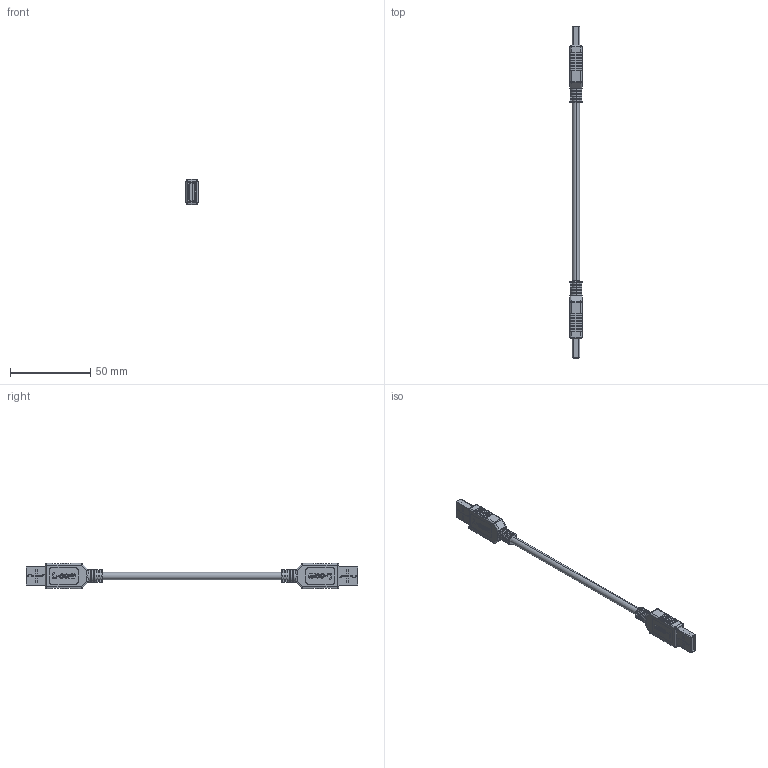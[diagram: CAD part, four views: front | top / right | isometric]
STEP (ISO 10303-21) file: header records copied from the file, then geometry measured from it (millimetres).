
FILE_DESCRIPTION (( 'STEP AP214' ), '1' );
FILE_NAME ('CSMUAA.STEP', '2010-03-22T12:54:59', ( 'Windows XP Mode' ), ( '' ), 'SwSTEP 2.0', 'SolidWorks 2008', '' );
FILE_SCHEMA (( 'AUTOMOTIVE_DESIGN' ));
Length unit declared in the file: inch
Products named in the file (10): 3AB06-025_WITH CABLE; CSMUAA-MA1; 1AA05-003_CRIMPED; 1AA05-003-MA1; 1AA05-003-MA3; 1AA05-003-MA2_CRIMPED; 1AA05-003-MA4; MTN-151_BLACK ; 1AA05-003-MA5; CSMUAA
Assembly tree (13 placements, depth 4):
  CSMUAA
    CSMUAA-MA1
    3AB06-025_WITH CABLE  x2
      MTN-151_BLACK 
      1AA05-003_CRIMPED
        1AA05-003-MA4  x4
        1AA05-003-MA2_CRIMPED
        1AA05-003-MA3
        1AA05-003-MA1
        1AA05-003-MA5
Bounding box: 7.5 x 207 x 15.7 mm (x, y, z)
Volume: 10284.9 mm3; surface area: 13185.2 mm2
Topology: 23 solids, 23 shells, 1117 faces, 3099 edges, 1986 vertices
Faces by surface type: plane 748, cylinder 241, bspline 84, sphere 40, torus 4
Entity records: 20018 total; most frequent: CARTESIAN_POINT 5629, ORIENTED_EDGE 2894, DIRECTION 2653, EDGE_CURVE 1447, VECTOR 1027, LINE 1027, VERTEX_POINT 942, AXIS2_PLACEMENT_3D 813
